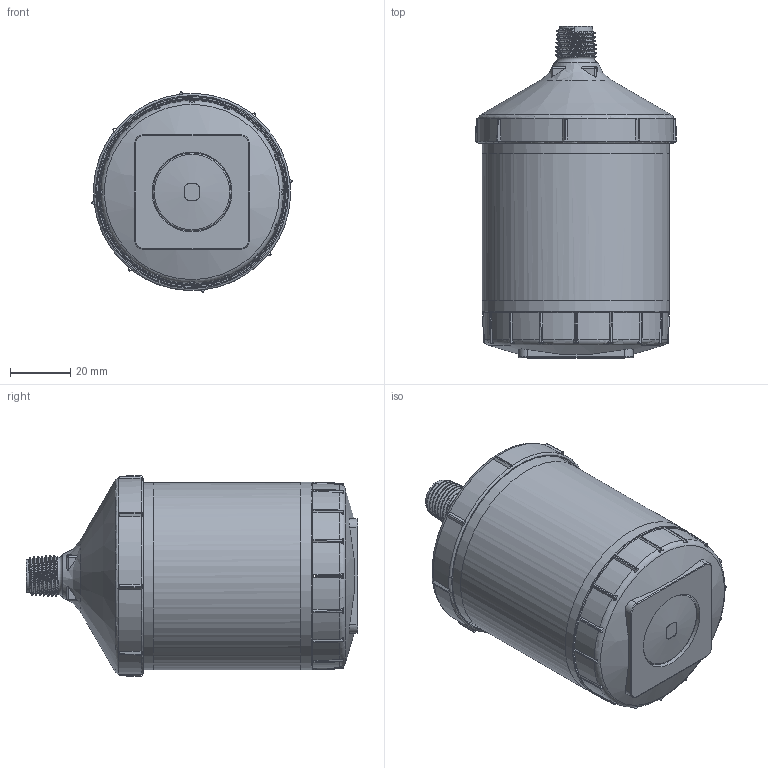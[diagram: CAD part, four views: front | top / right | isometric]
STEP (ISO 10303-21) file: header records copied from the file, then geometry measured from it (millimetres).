
FILE_DESCRIPTION((''),'2;1');
FILE_NAME('perma FUTURA F2.stp','2010-04-14T08:49:50',('002164'),(''),'Autodesk Inventor 2010','Autodesk Inventor 2010','');
FILE_SCHEMA(('AUTOMOTIVE_DESIGN { 1 0 10303 214 1 1 1 1 }'));
Length unit declared in the file: millimetre
Products named in the file (1): Bauteil2
Bounding box: 66.61 x 110.11 x 66.61 mm (x, y, z)
Surface area: 35130.1 mm2 (no closed solid volume)
Topology: 0 solids, 7 shells, 217 faces, 850 edges, 587 vertices
Faces by surface type: plane 83, cylinder 53, bspline 37, cone 29, torus 10, sphere 5
Full cylindrical faces by diameter (mm): 6.5 x1, 8.1 x1, 26.5 x1, 62.15 x1, 62.25 x1
Entity records: 13982 total; most frequent: CARTESIAN_POINT 7568, ORIENTED_EDGE 1283, DIRECTION 1061, EDGE_CURVE 819, VERTEX_POINT 577, AXIS2_PLACEMENT_3D 400, B_SPLINE_CURVE_WITH_KNOTS 335, VECTOR 261
